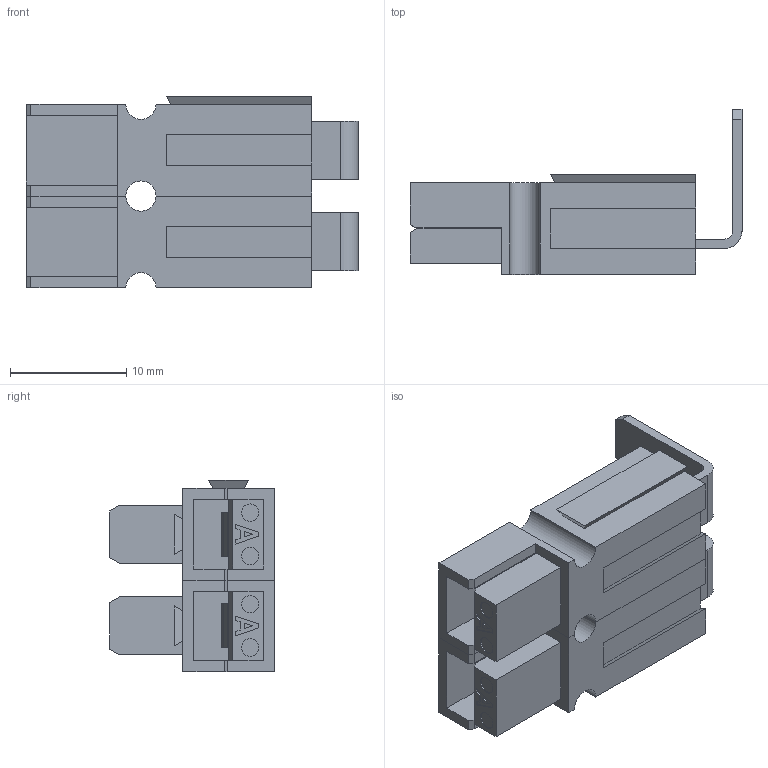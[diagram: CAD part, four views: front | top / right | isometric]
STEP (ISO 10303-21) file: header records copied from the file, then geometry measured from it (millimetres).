
FILE_DESCRIPTION(/* description */ ('STEP AP203'),/* implementation_level */ '2;1');
FILE_NAME(/* name */ '648b8f0e00064358505799fc',/* time_stamp */ '2023-06-15T22:22:06Z',/* author */ (''),/* organization */ (''),/* preprocessor_version */ 'ST-DEVELOPER v19.4',/* originating_system */ ' ',/* authorisation */ ' ');
FILE_SCHEMA (('CONFIG_CONTROL_DESIGN'));
Length unit declared in the file: metre
Products named in the file (6): Anderson PP15-30-45_Red - PCB Blade 1
Bounding box: 28.6 x 14.2 x 16.5 mm (x, y, z)
Volume: 1698.9 mm3; surface area: 3747.3 mm2
Topology: 6 solids, 6 shells, 186 faces, 496 edges, 330 vertices
Faces by surface type: plane 164, cylinder 22
Full cylindrical faces by diameter (mm): 1.5 x4
Entity records: 5835 total; most frequent: CARTESIAN_POINT 1010, ORIENTED_EDGE 980, DIRECTION 918, EDGE_CURVE 490, LINE 446, VECTOR 446, VERTEX_POINT 328, AXIS2_PLACEMENT_3D 236
